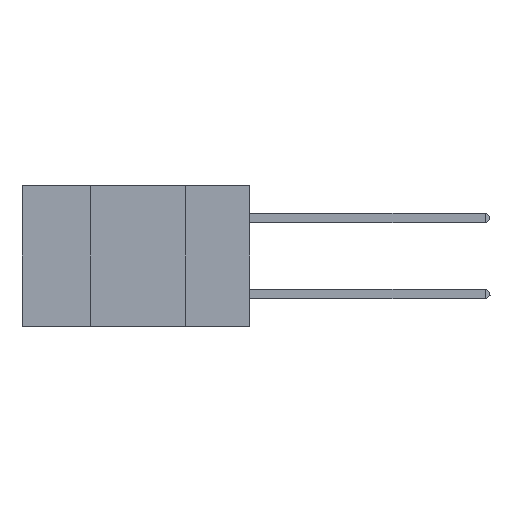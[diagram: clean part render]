
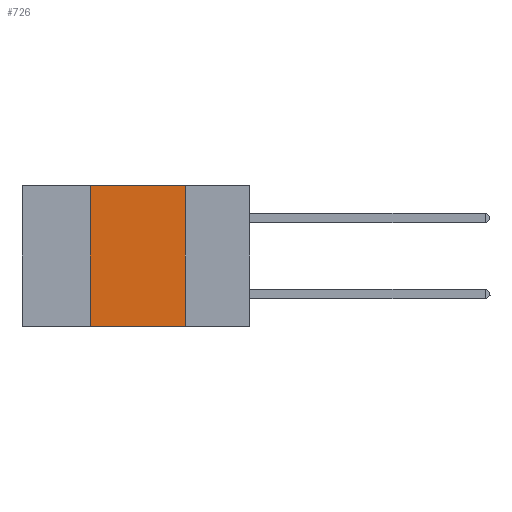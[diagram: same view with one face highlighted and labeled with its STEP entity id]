
A CAD part, left-side view. The second image highlights one B-rep face of the part: STEP entity #726.
In plain terms, the highlighted planar face has unit normal (-1, 0, 0).
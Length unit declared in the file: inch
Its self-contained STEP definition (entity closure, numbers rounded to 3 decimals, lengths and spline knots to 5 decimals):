
#295 = VERTEX_POINT ( 'NONE', #16415 ) ;
#670 = LINE ( 'NONE', #9263, #1676 ) ;
#726 = ADVANCED_FACE ( 'NONE', ( #9314 ), #3240, .F. ) ;
#820 = EDGE_LOOP ( 'NONE', ( #8728, #7074, #13780, #10820 ) ) ;
#1676 = VECTOR ( 'NONE', #4487, 39.37008 ) ;
#2542 = CARTESIAN_POINT ( 'NONE',  ( 0., 0.17, -0.37 ) ) ;
#3240 = PLANE ( 'NONE',  #12752 ) ;
#3370 = CARTESIAN_POINT ( 'NONE',  ( 0., 0.6, 0. ) ) ;
#3829 = VERTEX_POINT ( 'NONE', #10168 ) ;
#3949 = DIRECTION ( 'NONE',  ( 0., 0., 1. ) ) ;
#4459 = DIRECTION ( 'NONE',  ( 0., -1., 0. ) ) ;
#4487 = DIRECTION ( 'NONE',  ( 0., -1., 0. ) ) ;
#5624 = LINE ( 'NONE', #8698, #14429 ) ;
#5706 = VECTOR ( 'NONE', #17417, 39.37008 ) ;
#6467 = DIRECTION ( 'NONE',  ( 1., 0., 0. ) ) ;
#7074 = ORIENTED_EDGE ( 'NONE', *, *, #20169, .F. ) ;
#8024 = VERTEX_POINT ( 'NONE', #2542 ) ;
#8698 = CARTESIAN_POINT ( 'NONE',  ( 0., 0.42, 0. ) ) ;
#8728 = ORIENTED_EDGE ( 'NONE', *, *, #17037, .F. ) ;
#9263 = CARTESIAN_POINT ( 'NONE',  ( 0., 0.6, -0.37 ) ) ;
#9314 = FACE_OUTER_BOUND ( 'NONE', #820, .T. ) ;
#9425 = CARTESIAN_POINT ( 'NONE',  ( 0., 0.17, 0. ) ) ;
#9574 = DIRECTION ( 'NONE',  ( 0., 0., -1. ) ) ;
#10168 = CARTESIAN_POINT ( 'NONE',  ( 0., 0.42, 0. ) ) ;
#10820 = ORIENTED_EDGE ( 'NONE', *, *, #11322, .T. ) ;
#11322 = EDGE_CURVE ( 'NONE', #295, #8024, #670, .T. ) ;
#11345 = VECTOR ( 'NONE', #4459, 39.37008 ) ;
#12252 = CARTESIAN_POINT ( 'NONE',  ( 0., 0.6, 0. ) ) ;
#12352 = LINE ( 'NONE', #12252, #11345 ) ;
#12752 = AXIS2_PLACEMENT_3D ( 'NONE', #3370, #6467, #9574 ) ;
#13378 = EDGE_CURVE ( 'NONE', #295, #3829, #5624, .T. ) ;
#13780 = ORIENTED_EDGE ( 'NONE', *, *, #13378, .F. ) ;
#13848 = CARTESIAN_POINT ( 'NONE',  ( 0., 0.17, 0. ) ) ;
#14429 = VECTOR ( 'NONE', #3949, 39.37008 ) ;
#16415 = CARTESIAN_POINT ( 'NONE',  ( 0., 0.42, -0.37 ) ) ;
#17037 = EDGE_CURVE ( 'NONE', #20725, #8024, #18987, .T. ) ;
#17417 = DIRECTION ( 'NONE',  ( 0., 0., -1. ) ) ;
#18987 = LINE ( 'NONE', #9425, #5706 ) ;
#20169 = EDGE_CURVE ( 'NONE', #3829, #20725, #12352, .T. ) ;
#20725 = VERTEX_POINT ( 'NONE', #13848 ) ;
